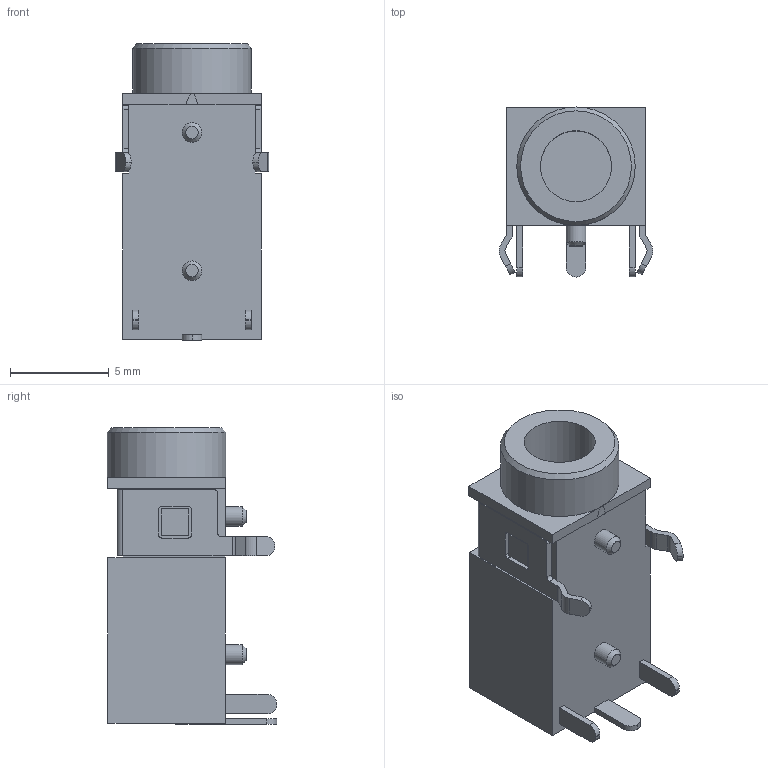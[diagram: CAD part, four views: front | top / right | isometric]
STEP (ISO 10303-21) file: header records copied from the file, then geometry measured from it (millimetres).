
FILE_DESCRIPTION(/* description */ ('Unknown'),/* implementation_level */ '2;1');
FILE_NAME(/* name */ 'SJ3-35044A',/* time_stamp */ '2024-08-28T11:37:07+02:00',/* author */ ('Unknown'),/* organization */ ('Unknown'),/* preprocessor_version */ 'ST-DEVELOPER v18.102',/* originating_system */ 'Solid Edge',/* authorisation */ 'Unknown');
FILE_SCHEMA (('AUTOMOTIVE_DESIGN {1 0 10303 214 3 1 1}'));
Length unit declared in the file: millimetre
Products named in the file (1): SJ3-35044A
Bounding box: 7.8 x 8.59 x 15.04 mm (x, y, z)
Volume: 467.9 mm3; surface area: 645.3 mm2
Topology: 1 solids, 1 shells, 135 faces, 360 edges, 236 vertices
Faces by surface type: plane 86, cylinder 46, cone 3
Full cylindrical faces by diameter (mm): 1 x2, 3.6 x1, 6 x1
Entity records: 5093 total; most frequent: DIRECTION 718, CARTESIAN_POINT 717, ORIENTED_EDGE 698, EDGE_CURVE 349, LINE 252, VECTOR 252, AXIS2_PLACEMENT_3D 233, VERTEX_POINT 232
